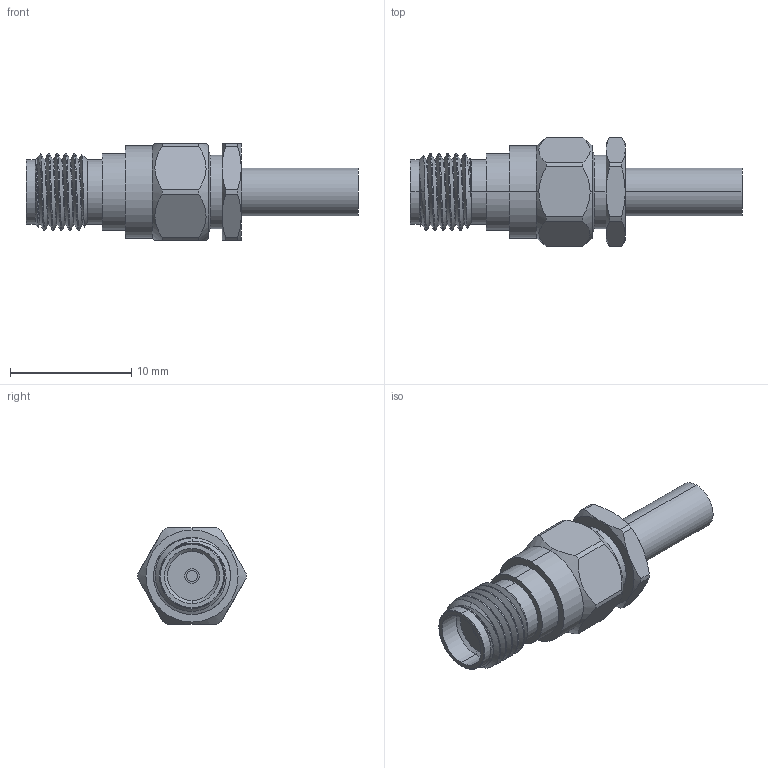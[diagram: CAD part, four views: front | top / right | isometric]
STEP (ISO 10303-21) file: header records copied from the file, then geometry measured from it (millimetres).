
FILE_DESCRIPTION (( 'STEP AP214' ), '1' );
FILE_NAME ('PE4592.STEP', '2018-02-23T17:06:33', ( '' ), ( '' ), 'SwSTEP 2.0', 'SolidWorks 2017', '' );
FILE_SCHEMA (( 'AUTOMOTIVE_DESIGN' ));
Length unit declared in the file: inch
Products named in the file (1): PE4592
Bounding box: 27.43 x 8.95 x 7.94 mm (x, y, z)
Volume: 718.3 mm3; surface area: 944.1 mm2
Topology: 2 solids, 2 shells, 109 faces, 257 edges, 164 vertices
Faces by surface type: cylinder 48, cone 28, plane 28, bspline 3, torus 2
Entity records: 4232 total; most frequent: CARTESIAN_POINT 1740, ORIENTED_EDGE 514, DIRECTION 501, EDGE_CURVE 257, AXIS2_PLACEMENT_3D 213, VERTEX_POINT 164, EDGE_LOOP 123, FACE_OUTER_BOUND 109
